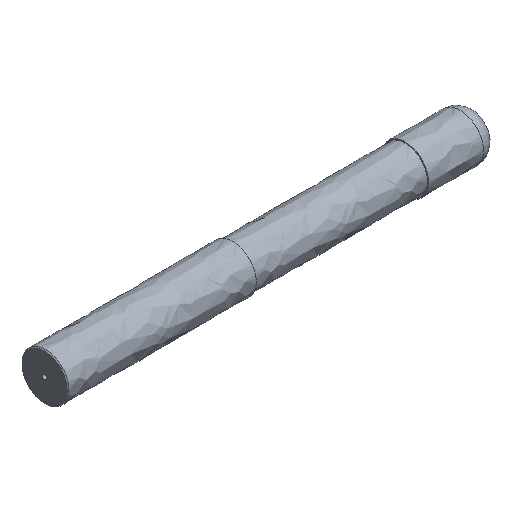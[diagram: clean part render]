
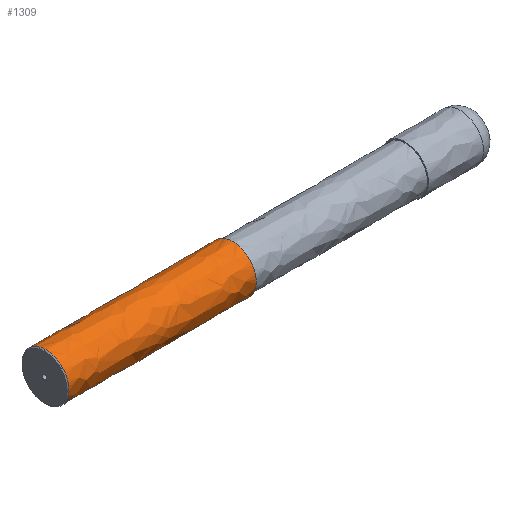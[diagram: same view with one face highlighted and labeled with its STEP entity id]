
A CAD part, isometric view. The second image highlights one B-rep face of the part: STEP entity #1309.
In plain terms, the highlighted free-form (B-spline) face has degree [5, 3] with [6, 4] control points.
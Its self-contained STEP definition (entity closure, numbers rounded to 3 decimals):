
#1214 = CARTESIAN_POINT ('', (-109.75, 6., 0.));
#1215 = VERTEX_POINT ('', #1214);
#1225 = CARTESIAN_POINT ('', (-109.75, 6., 0.));
#1226 = CARTESIAN_POINT ('', (-109.75, 6., 24.));
#1227 = CARTESIAN_POINT ('', (-109.75, -18., 12.));
#1228 = CARTESIAN_POINT ('', (-109.75, -18., -12.));
#1229 = CARTESIAN_POINT ('', (-109.75, 6., -24.));
#1230 = CARTESIAN_POINT ('', (-109.75, 6., 0.));
#1231 = (
   BOUNDED_CURVE ()
   B_SPLINE_CURVE (5, (#1225, #1226, #1227, #1228, #1229, #1230), .UNSPECIFIED., .T., .U.)
   B_SPLINE_CURVE_WITH_KNOTS ((6, 6), (0., 1.), .UNSPECIFIED.)
   CURVE ()
   GEOMETRIC_REPRESENTATION_ITEM ()
   RATIONAL_B_SPLINE_CURVE ((5., 1., 1., 1., 1., 5.))
   REPRESENTATION_ITEM ('')
);
#1232 = EDGE_CURVE ('', #1215, #1215, #1231, .T.);
#1262 = CARTESIAN_POINT ('', (-62., 6., 0.));
#1263 = VERTEX_POINT ('', #1262);
#1264 = CARTESIAN_POINT ('', (-109.75, 6., 0.));
#1265 = CARTESIAN_POINT ('', (-93.833, 6., 0.));
#1266 = CARTESIAN_POINT ('', (-77.917, 6., 0.));
#1267 = CARTESIAN_POINT ('', (-62., 6., 0.));
#1268 = B_SPLINE_CURVE_WITH_KNOTS ('', 3, (#1264, #1265, #1266, #1267), .UNSPECIFIED., .F., .U., (4, 4), (0., 1.), .UNSPECIFIED.);
#1269 = EDGE_CURVE ('', #1215, #1263, #1268, .T.);
#1270 = ORIENTED_EDGE ('', *, *, #1269, .F.);
#1271 = ORIENTED_EDGE ('', *, *, #1232, .T.);
#1272 = ORIENTED_EDGE ('', *, *, #1269, .T.);
#1273 = CARTESIAN_POINT ('', (-62., 6., 0.));
#1274 = CARTESIAN_POINT ('', (-62., 6., 24.));
#1275 = CARTESIAN_POINT ('', (-62., -18., 12.));
#1276 = CARTESIAN_POINT ('', (-62., -18., -12.));
#1277 = CARTESIAN_POINT ('', (-62., 6., -24.));
#1278 = CARTESIAN_POINT ('', (-62., 6., 0.));
#1279 = (
   BOUNDED_CURVE ()
   B_SPLINE_CURVE (5, (#1273, #1274, #1275, #1276, #1277, #1278), .UNSPECIFIED., .T., .U.)
   B_SPLINE_CURVE_WITH_KNOTS ((6, 6), (0., 1.), .UNSPECIFIED.)
   CURVE ()
   GEOMETRIC_REPRESENTATION_ITEM ()
   RATIONAL_B_SPLINE_CURVE ((5., 1., 1., 1., 1., 5.))
   REPRESENTATION_ITEM ('')
);
#1280 = EDGE_CURVE ('', #1263, #1263, #1279, .T.);
#1281 = ORIENTED_EDGE ('', *, *, #1280, .F.);
#1282 = EDGE_LOOP ('', (#1270, #1271, #1272, #1281));
#1283 = FACE_OUTER_BOUND ('', #1282, .T.);
#1284 = CARTESIAN_POINT ('', (-109.75, 6., 0.));
#1285 = CARTESIAN_POINT ('', (-93.833, 6., 0.));
#1286 = CARTESIAN_POINT ('', (-77.917, 6., 0.));
#1287 = CARTESIAN_POINT ('', (-62., 6., 0.));
#1288 = CARTESIAN_POINT ('', (-109.75, 6., 24.));
#1289 = CARTESIAN_POINT ('', (-93.833, 6., 24.));
#1290 = CARTESIAN_POINT ('', (-77.917, 6., 24.));
#1291 = CARTESIAN_POINT ('', (-62., 6., 24.));
#1292 = CARTESIAN_POINT ('', (-109.75, -18., 12.));
#1293 = CARTESIAN_POINT ('', (-93.833, -18., 12.));
#1294 = CARTESIAN_POINT ('', (-77.917, -18., 12.));
#1295 = CARTESIAN_POINT ('', (-62., -18., 12.));
#1296 = CARTESIAN_POINT ('', (-109.75, -18., -12.));
#1297 = CARTESIAN_POINT ('', (-93.833, -18., -12.));
#1298 = CARTESIAN_POINT ('', (-77.917, -18., -12.));
#1299 = CARTESIAN_POINT ('', (-62., -18., -12.));
#1300 = CARTESIAN_POINT ('', (-109.75, 6., -24.));
#1301 = CARTESIAN_POINT ('', (-93.833, 6., -24.));
#1302 = CARTESIAN_POINT ('', (-77.917, 6., -24.));
#1303 = CARTESIAN_POINT ('', (-62., 6., -24.));
#1304 = CARTESIAN_POINT ('', (-109.75, 6., 0.));
#1305 = CARTESIAN_POINT ('', (-93.833, 6., 0.));
#1306 = CARTESIAN_POINT ('', (-77.917, 6., 0.));
#1307 = CARTESIAN_POINT ('', (-62., 6., 0.));
#1308 = (
   BOUNDED_SURFACE ()
   B_SPLINE_SURFACE (5, 3, ((#1284, #1285, #1286, #1287), (#1288, #1289, #1290, #1291), (#1292, #1293, #1294, #1295), (#1296, #1297, #1298, #1299), (#1300, #1301, #1302, #1303), (#1304, #1305, #1306, #1307)), .UNSPECIFIED., .T., .F., .U.)
   B_SPLINE_SURFACE_WITH_KNOTS ((6, 6), (4, 4), (0., 1.), (0., 1.), .UNSPECIFIED.)
   SURFACE ()
   GEOMETRIC_REPRESENTATION_ITEM ()
   RATIONAL_B_SPLINE_SURFACE (((5., 5., 5., 5.), (1., 1., 1., 1.), (1., 1., 1., 1.), (1., 1., 1., 1.), (1., 1., 1., 1.), (5., 5., 5., 5.)))
   REPRESENTATION_ITEM ('')
);
#1309 = ADVANCED_FACE ('', (#1283), #1308, .T.);
